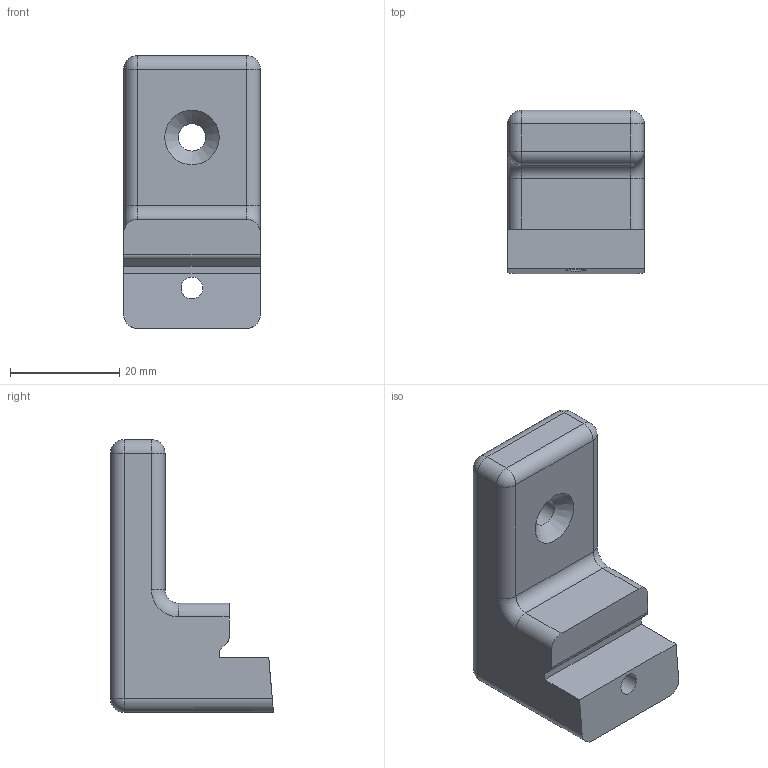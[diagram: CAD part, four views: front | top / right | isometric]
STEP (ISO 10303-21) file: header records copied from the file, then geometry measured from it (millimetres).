
FILE_DESCRIPTION(('FreeCAD Model'),'2;1');
FILE_NAME('Open CASCADE Shape Model','2021-07-11T21:43:25',('Marc Ketel' ),('https://github.com/atoomnetmarc'), 'Open CASCADE STEP processor 7.5','FreeCAD','Unknown');
FILE_SCHEMA(('AUTOMOTIVE_DESIGN { 1 0 10303 214 1 1 1 1 }'));
Length unit declared in the file: millimetre
Products named in the file (1): rail clamp bracket
Bounding box: 25 x 29.87 x 50 mm (x, y, z)
Volume: 18859.4 mm3; surface area: 5944.5 mm2
Topology: 1 solids, 1 shells, 48 faces, 118 edges, 67 vertices
Faces by surface type: plane 21, cylinder 18, sphere 6, torus 2, cone 1
Full cylindrical faces by diameter (mm): 4 x2, 5 x1
Entity records: 2891 total; most frequent: CARTESIAN_POINT 532, DIRECTION 462, LINE 280, VECTOR 280, ORIENTED_EDGE 224, PCURVE 224, DEFINITIONAL_REPRESENTATION 224, EDGE_CURVE 112
